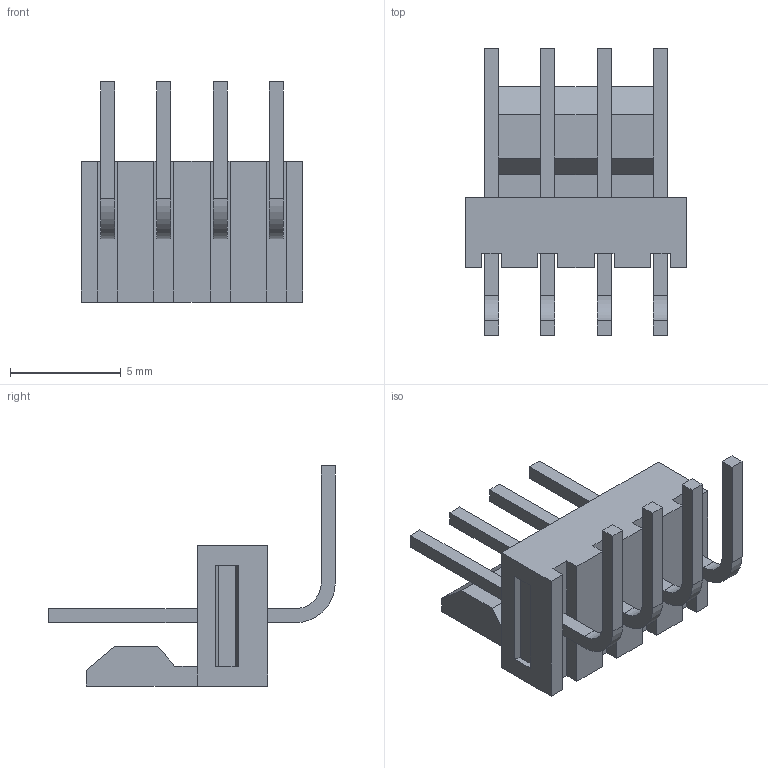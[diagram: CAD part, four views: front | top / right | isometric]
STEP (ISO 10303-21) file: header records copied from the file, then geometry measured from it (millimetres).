
FILE_DESCRIPTION(/* description */ ('Alibre Inc.'),/* implementation_level */ '2;1');
FILE_NAME(/* name */ 'export1',/* time_stamp */ '2013-06-04T14:09:36-07:00',/* author */ (''),/* organization */ (''),/* preprocessor_version */ 'ST-DEVELOPER v14',/* originating_system */ 'Alibre',/* authorisation */ '');
FILE_SCHEMA (('AUTOMOTIVE_DESIGN'));
Length unit declared in the file: inch
Products named in the file (3): 022053041
Bounding box: 10.01 x 12.93 x 9.93 mm (x, y, z)
Volume: 269.3 mm3; surface area: 557.1 mm2
Topology: 2 solids, 2 shells, 89 faces, 237 edges, 154 vertices
Faces by surface type: plane 81, cylinder 8
Entity records: 2623 total; most frequent: ORIENTED_EDGE 474, CARTESIAN_POINT 464, DIRECTION 338, EDGE_CURVE 237, VECTOR 205, LINE 205, VERTEX_POINT 154, AXIS2_PLACEMENT_3D 105
